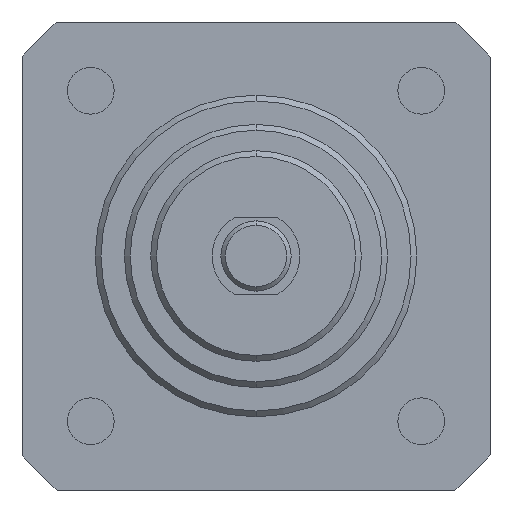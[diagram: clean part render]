
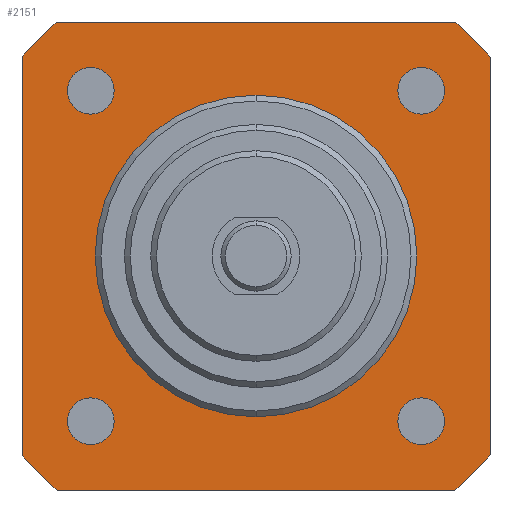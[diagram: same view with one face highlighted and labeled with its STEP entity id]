
A CAD part, front view. The second image highlights one B-rep face of the part: STEP entity #2151.
In plain terms, the highlighted planar face has unit normal (0, -1, 0).
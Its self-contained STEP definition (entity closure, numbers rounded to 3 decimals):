
#893=EDGE_CURVE('',#2224,#1324,#2590,.T.);
#897=VERTEX_POINT('',#2594);
#908=VERTEX_POINT('',#2605);
#937=VERTEX_POINT('',#2639);
#965=EDGE_CURVE('',#937,#2069,#2674,.T.);
#1032=EDGE_CURVE('',#1324,#1547,#2748,.T.);
#1047=EDGE_CURVE('',#1258,#908,#2764,.T.);
#1115=EDGE_CURVE('',#2155,#2239,#2835,.T.);
#1258=VERTEX_POINT('',#2997);
#1324=VERTEX_POINT('',#3072);
#1372=VERTEX_POINT('',#3122);
#1398=VERTEX_POINT('',#3148);
#1404=EDGE_CURVE('',#1916,#2161,#3154,.T.);
#1418=EDGE_CURVE('',#2163,#1372,#3170,.T.);
#1547=VERTEX_POINT('',#3316);
#1555=EDGE_CURVE('',#2239,#2155,#3324,.T.);
#1592=EDGE_CURVE('',#2161,#2224,#3365,.T.);
#1701=VERTEX_POINT('',#3486);
#1912=EDGE_CURVE('',#2014,#897,#3730,.T.);
#1916=VERTEX_POINT('',#3734);
#1975=VERTEX_POINT('',#3798);
#1981=EDGE_CURVE('',#1372,#2163,#3804,.T.);
#2014=VERTEX_POINT('',#3839);
#2069=VERTEX_POINT('',#3901);
#2151=ADVANCED_FACE('1[1]',(#3992,#3993,#3994,#3995,#3996,#3997),#3998,.T.);
#2153=EDGE_CURVE('',#1701,#2014,#4000,.T.);
#2155=VERTEX_POINT('',#4002);
#2161=VERTEX_POINT('',#4008);
#2163=VERTEX_POINT('',#4010);
#2169=EDGE_CURVE('',#1547,#1701,#4016,.T.);
#2224=VERTEX_POINT('',#4075);
#2239=VERTEX_POINT('',#4091);
#2257=EDGE_CURVE('',#908,#1258,#4111,.T.);
#2340=EDGE_CURVE('',#1975,#1398,#4200,.T.);
#2440=EDGE_CURVE('',#897,#1916,#4313,.T.);
#2444=EDGE_CURVE('',#2069,#937,#4317,.T.);
#2446=EDGE_CURVE('',#1398,#1975,#4319,.T.);
#2590=LINE('',#4502,#4503);
#2594=CARTESIAN_POINT('',(331.09,-32.0,301.056));
#2605=CARTESIAN_POINT('',(365.093,-32.0,233.556));
#2639=CARTESIAN_POINT('',(389.343,-32.0,232.806));
#2674=CIRCLE('',#4610,4.0);
#2748=CIRCLE('',#4720,52.5);
#2764=CIRCLE('',#4742,27.5);
#2835=CIRCLE('',#4836,4.0);
#2997=CARTESIAN_POINT('',(365.093,-32.0,288.556));
#3072=CARTESIAN_POINT('',(399.097,-32.0,221.056));
#3122=CARTESIAN_POINT('',(340.843,-32.0,289.306));
#3148=CARTESIAN_POINT('',(340.843,-32.0,232.806));
#3154=LINE('',#5267,#5268);
#3170=CIRCLE('',#5291,4.0);
#3316=CARTESIAN_POINT('',(405.093,-32.0,227.052));
#3324=CIRCLE('',#5501,4.0);
#3365=CIRCLE('',#5556,52.5);
#3486=CARTESIAN_POINT('',(405.093,-32.0,295.059));
#3730=LINE('',#6041,#6042);
#3734=CARTESIAN_POINT('',(325.093,-32.0,295.059));
#3798=CARTESIAN_POINT('',(332.843,-32.0,232.806));
#3804=CIRCLE('',#6142,4.0);
#3839=CARTESIAN_POINT('',(399.097,-32.0,301.056));
#3901=CARTESIAN_POINT('',(397.343,-32.0,232.806));
#3992=FACE_BOUND('',#6401,.T.);
#3993=FACE_BOUND('',#6402,.T.);
#3994=FACE_BOUND('',#6403,.T.);
#3995=FACE_BOUND('',#6404,.T.);
#3996=FACE_BOUND('',#6405,.T.);
#3997=FACE_OUTER_BOUND('',#6406,.T.);
#3998=PLANE('',#6407);
#4000=CIRCLE('',#6410,52.5);
#4002=CARTESIAN_POINT('',(397.343,-32.0,289.306));
#4008=CARTESIAN_POINT('',(325.093,-32.0,227.052));
#4010=CARTESIAN_POINT('',(332.843,-32.0,289.306));
#4016=LINE('',#6431,#6432);
#4075=CARTESIAN_POINT('',(331.09,-32.0,221.056));
#4091=CARTESIAN_POINT('',(389.343,-32.0,289.306));
#4111=CIRCLE('',#6555,27.5);
#4200=CIRCLE('',#6675,4.0);
#4313=CIRCLE('',#6829,52.5);
#4317=CIRCLE('',#6835,4.0);
#4319=CIRCLE('',#6838,4.0);
#4502=CARTESIAN_POINT('',(365.093,-32.0,221.056));
#4503=VECTOR('',#7025,1.0);
#4610=AXIS2_PLACEMENT_3D('',#7120,#7121,#7122);
#4720=AXIS2_PLACEMENT_3D('',#7202,#7203,#7204);
#4742=AXIS2_PLACEMENT_3D('',#7220,#7221,#7222);
#4836=AXIS2_PLACEMENT_3D('',#7295,#7296,#7297);
#5267=CARTESIAN_POINT('',(325.093,-32.0,261.056));
#5268=VECTOR('',#7645,1.0);
#5291=AXIS2_PLACEMENT_3D('',#7669,#7670,#7671);
#5501=AXIS2_PLACEMENT_3D('',#7837,#7838,#7839);
#5556=AXIS2_PLACEMENT_3D('',#7897,#7898,#7899);
#6041=CARTESIAN_POINT('',(365.093,-32.0,301.056));
#6042=VECTOR('',#8327,1.0);
#6142=AXIS2_PLACEMENT_3D('',#8394,#8395,#8396);
#6401=EDGE_LOOP('',(#8584,#8585));
#6402=EDGE_LOOP('',(#8586,#8587));
#6403=EDGE_LOOP('',(#8588,#8589));
#6404=EDGE_LOOP('',(#8590,#8591));
#6405=EDGE_LOOP('',(#8592,#8593));
#6406=EDGE_LOOP('',(#8594,#8595,#8596,#8597,#8598,#8599,#8600,#8601));
#6407=AXIS2_PLACEMENT_3D('',#8602,#8603,#8604);
#6410=AXIS2_PLACEMENT_3D('',#8605,#8606,#8607);
#6431=CARTESIAN_POINT('',(405.093,-32.0,261.056));
#6432=VECTOR('',#8615,1.0);
#6555=AXIS2_PLACEMENT_3D('',#8703,#8704,#8705);
#6675=AXIS2_PLACEMENT_3D('',#8787,#8788,#8789);
#6829=AXIS2_PLACEMENT_3D('',#8954,#8955,#8956);
#6835=AXIS2_PLACEMENT_3D('',#8960,#8961,#8962);
#6838=AXIS2_PLACEMENT_3D('',#8963,#8964,#8965);
#7025=DIRECTION('',(1.0,0.0,0.0));
#7120=CARTESIAN_POINT('',(393.343,-32.0,232.806));
#7121=DIRECTION('',(0.0,1.0,0.0));
#7122=DIRECTION('',(1.0,0.0,0.0));
#7202=CARTESIAN_POINT('',(365.093,-32.0,261.056));
#7203=DIRECTION('',(0.0,-1.0,0.0));
#7204=DIRECTION('',(1.0,0.0,0.0));
#7220=CARTESIAN_POINT('',(365.093,-32.0,261.056));
#7221=DIRECTION('',(0.0,1.0,0.0));
#7222=DIRECTION('',(0.0,0.0,1.0));
#7295=CARTESIAN_POINT('',(393.343,-32.0,289.306));
#7296=DIRECTION('',(0.0,1.0,0.0));
#7297=DIRECTION('',(1.0,0.0,0.0));
#7645=DIRECTION('',(0.0,0.0,-1.0));
#7669=CARTESIAN_POINT('',(336.843,-32.0,289.306));
#7670=DIRECTION('',(0.0,1.0,0.0));
#7671=DIRECTION('',(1.0,0.0,0.0));
#7837=CARTESIAN_POINT('',(393.343,-32.0,289.306));
#7838=DIRECTION('',(0.0,1.0,0.0));
#7839=DIRECTION('',(1.0,0.0,0.0));
#7897=CARTESIAN_POINT('',(365.093,-32.0,261.056));
#7898=DIRECTION('',(0.0,-1.0,0.0));
#7899=DIRECTION('',(1.0,0.0,0.0));
#8327=DIRECTION('',(-1.0,0.0,0.0));
#8394=CARTESIAN_POINT('',(336.843,-32.0,289.306));
#8395=DIRECTION('',(0.0,1.0,0.0));
#8396=DIRECTION('',(1.0,0.0,0.0));
#8584=ORIENTED_EDGE('',*,*,#2257,.T.);
#8585=ORIENTED_EDGE('',*,*,#1047,.T.);
#8586=ORIENTED_EDGE('',*,*,#965,.T.);
#8587=ORIENTED_EDGE('',*,*,#2444,.T.);
#8588=ORIENTED_EDGE('',*,*,#1555,.T.);
#8589=ORIENTED_EDGE('',*,*,#1115,.T.);
#8590=ORIENTED_EDGE('',*,*,#2340,.T.);
#8591=ORIENTED_EDGE('',*,*,#2446,.T.);
#8592=ORIENTED_EDGE('',*,*,#1418,.T.);
#8593=ORIENTED_EDGE('',*,*,#1981,.T.);
#8594=ORIENTED_EDGE('',*,*,#2440,.T.);
#8595=ORIENTED_EDGE('',*,*,#1404,.T.);
#8596=ORIENTED_EDGE('',*,*,#1592,.T.);
#8597=ORIENTED_EDGE('',*,*,#893,.T.);
#8598=ORIENTED_EDGE('',*,*,#1032,.T.);
#8599=ORIENTED_EDGE('',*,*,#2169,.T.);
#8600=ORIENTED_EDGE('',*,*,#2153,.T.);
#8601=ORIENTED_EDGE('',*,*,#1912,.T.);
#8602=CARTESIAN_POINT('',(365.093,-32.0,261.056));
#8603=DIRECTION('',(0.0,-1.0,0.0));
#8604=DIRECTION('',(0.0,0.0,-1.0));
#8605=CARTESIAN_POINT('',(365.093,-32.0,261.056));
#8606=DIRECTION('',(0.0,-1.0,0.0));
#8607=DIRECTION('',(1.0,0.0,0.0));
#8615=DIRECTION('',(0.0,0.0,1.0));
#8703=CARTESIAN_POINT('',(365.093,-32.0,261.056));
#8704=DIRECTION('',(0.0,1.0,0.0));
#8705=DIRECTION('',(0.0,0.0,1.0));
#8787=CARTESIAN_POINT('',(336.843,-32.0,232.806));
#8788=DIRECTION('',(0.0,1.0,0.0));
#8789=DIRECTION('',(1.0,0.0,0.0));
#8954=CARTESIAN_POINT('',(365.093,-32.0,261.056));
#8955=DIRECTION('',(0.0,-1.0,0.0));
#8956=DIRECTION('',(1.0,0.0,0.0));
#8960=CARTESIAN_POINT('',(393.343,-32.0,232.806));
#8961=DIRECTION('',(0.0,1.0,0.0));
#8962=DIRECTION('',(1.0,0.0,0.0));
#8963=CARTESIAN_POINT('',(336.843,-32.0,232.806));
#8964=DIRECTION('',(0.0,1.0,0.0));
#8965=DIRECTION('',(1.0,0.0,0.0));
